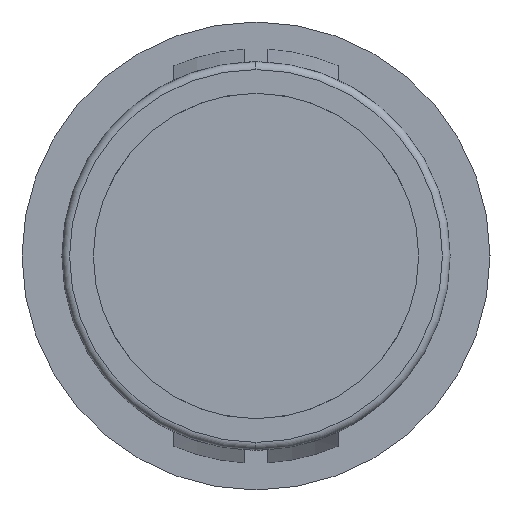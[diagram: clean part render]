
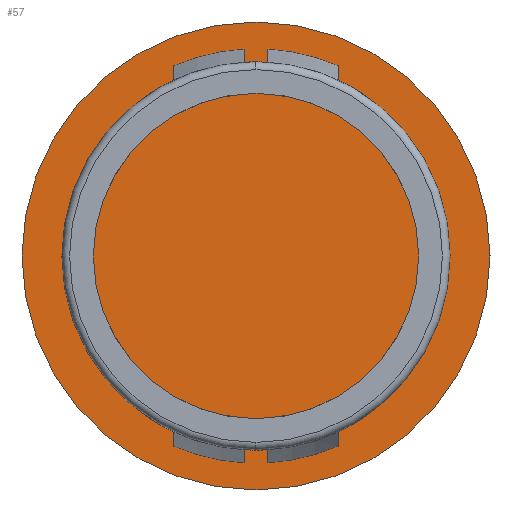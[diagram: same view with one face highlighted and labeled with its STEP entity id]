
A CAD part, front view. The second image highlights one B-rep face of the part: STEP entity #57.
In plain terms, the highlighted planar face has unit normal (0, -1, 0).
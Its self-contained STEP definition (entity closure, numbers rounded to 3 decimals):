
#39 = EDGE_CURVE ( 'NONE', #1008, #1022, #114, .T. ) ;
#47 = EDGE_CURVE ( 'NONE', #1061, #1014, #119, .T. ) ;
#57 = ADVANCED_FACE ( 'NONE', ( #1857, #1860, #1862 ), #479, .T. ) ;
#89 = EDGE_CURVE ( 'NONE', #1061, #1040, #301, .T. ) ;
#114 = CIRCLE ( 'NONE', #1822, 12.65 ) ;
#119 = CIRCLE ( 'NONE', #1835, 10.6 ) ;
#147 = CIRCLE ( 'NONE', #828, 12.65 ) ;
#163 = CIRCLE ( 'NONE', #844, 15.25 ) ;
#170 = CIRCLE ( 'NONE', #774, 15.25 ) ;
#172 = CIRCLE ( 'NONE', #776, 10.6 ) ;
#301 = LINE ( 'NONE', #302, #1926 ) ;
#302 = CARTESIAN_POINT ( 'NONE',  ( -6.85, 0., -15.25 ) ) ;
#303 = DIRECTION ( 'NONE',  ( 0., 0., 1. ) ) ;
#417 = CARTESIAN_POINT ( 'NONE',  ( 0., 0., 0. ) ) ;
#421 = DIRECTION ( 'NONE',  ( 0., 1., 0. ) ) ;
#422 = DIRECTION ( 'NONE',  ( 0., 0., -1. ) ) ;
#448 = CARTESIAN_POINT ( 'NONE',  ( 0., 0., 0. ) ) ;
#449 = DIRECTION ( 'NONE',  ( 0., -1., 0. ) ) ;
#450 = DIRECTION ( 'NONE',  ( 0., 0., -1. ) ) ;
#479 = PLANE ( 'NONE',  #1864 ) ;
#480 = CARTESIAN_POINT ( 'NONE',  ( -13.5, 0., 0. ) ) ;
#481 = DIRECTION ( 'NONE',  ( 0., -1., 0. ) ) ;
#482 = DIRECTION ( 'NONE',  ( 0., 0., -1. ) ) ;
#614 = EDGE_LOOP ( 'NONE', ( #1478, #1480 ) ) ;
#616 = EDGE_LOOP ( 'NONE', ( #1490, #1488, #1487, #1491 ) ) ;
#645 = EDGE_LOOP ( 'NONE', ( #1485, #1484, #1483, #1486 ) ) ;
#732 = EDGE_CURVE ( 'NONE', #1056, #1008, #971, .T. ) ;
#733 = EDGE_CURVE ( 'NONE', #1069, #1014, #974, .T. ) ;
#741 = EDGE_CURVE ( 'NONE', #1022, #1030, #998, .T. ) ;
#774 = AXIS2_PLACEMENT_3D ( 'NONE', #1718, #1719, #1720 ) ;
#776 = AXIS2_PLACEMENT_3D ( 'NONE', #1686, #1690, #1691 ) ;
#828 = AXIS2_PLACEMENT_3D ( 'NONE', #1288, #1292, #1293 ) ;
#844 = AXIS2_PLACEMENT_3D ( 'NONE', #1338, #1342, #1343 ) ;
#971 = LINE ( 'NONE', #972, #1801 ) ;
#972 = CARTESIAN_POINT ( 'NONE',  ( 6.85, 0., -15.25 ) ) ;
#973 = DIRECTION ( 'NONE',  ( 0., 0., 1. ) ) ;
#974 = LINE ( 'NONE', #975, #1799 ) ;
#975 = CARTESIAN_POINT ( 'NONE',  ( -6.85, 0., -15.25 ) ) ;
#976 = DIRECTION ( 'NONE',  ( 0., 0., 1. ) ) ;
#998 = LINE ( 'NONE', #999, #1791 ) ;
#999 = CARTESIAN_POINT ( 'NONE',  ( 6.85, 0., -15.25 ) ) ;
#1000 = DIRECTION ( 'NONE',  ( 0., 0., 1. ) ) ;
#1008 = VERTEX_POINT ( 'NONE', #1155 ) ;
#1014 = VERTEX_POINT ( 'NONE', #1161 ) ;
#1021 = VERTEX_POINT ( 'NONE', #1167 ) ;
#1022 = VERTEX_POINT ( 'NONE', #1168 ) ;
#1030 = VERTEX_POINT ( 'NONE', #1176 ) ;
#1040 = VERTEX_POINT ( 'NONE', #1186 ) ;
#1053 = VERTEX_POINT ( 'NONE', #1192 ) ;
#1056 = VERTEX_POINT ( 'NONE', #1194 ) ;
#1061 = VERTEX_POINT ( 'NONE', #1197 ) ;
#1069 = VERTEX_POINT ( 'NONE', #1203 ) ;
#1155 = CARTESIAN_POINT ( 'NONE',  ( 6.85, 0., 10.635 ) ) ;
#1161 = CARTESIAN_POINT ( 'NONE',  ( -6.85, 0., -8.089 ) ) ;
#1167 = CARTESIAN_POINT ( 'NONE',  ( 0., 0., 15.25 ) ) ;
#1168 = CARTESIAN_POINT ( 'NONE',  ( 6.85, 0., -10.635 ) ) ;
#1176 = CARTESIAN_POINT ( 'NONE',  ( 6.85, 0., -8.089 ) ) ;
#1186 = CARTESIAN_POINT ( 'NONE',  ( -6.85, 0., 10.635 ) ) ;
#1192 = CARTESIAN_POINT ( 'NONE',  ( 0., 0., -15.25 ) ) ;
#1194 = CARTESIAN_POINT ( 'NONE',  ( 6.85, 0., 8.089 ) ) ;
#1197 = CARTESIAN_POINT ( 'NONE',  ( -6.85, 0., 8.089 ) ) ;
#1203 = CARTESIAN_POINT ( 'NONE',  ( -6.85, 0., -10.635 ) ) ;
#1288 = CARTESIAN_POINT ( 'NONE',  ( 0., 0., 0. ) ) ;
#1292 = DIRECTION ( 'NONE',  ( 0., 1., 0. ) ) ;
#1293 = DIRECTION ( 'NONE',  ( 0., 0., -1. ) ) ;
#1338 = CARTESIAN_POINT ( 'NONE',  ( 0., 0., 0. ) ) ;
#1342 = DIRECTION ( 'NONE',  ( 0., 1., 0. ) ) ;
#1343 = DIRECTION ( 'NONE',  ( 0., 0., 1. ) ) ;
#1392 = EDGE_CURVE ( 'NONE', #1069, #1040, #147, .T. ) ;
#1407 = EDGE_CURVE ( 'NONE', #1021, #1053, #163, .T. ) ;
#1478 = ORIENTED_EDGE ( 'NONE', *, *, #1407, .F. ) ;
#1480 = ORIENTED_EDGE ( 'NONE', *, *, #1777, .F. ) ;
#1483 = ORIENTED_EDGE ( 'NONE', *, *, #741, .T. ) ;
#1484 = ORIENTED_EDGE ( 'NONE', *, *, #39, .T. ) ;
#1485 = ORIENTED_EDGE ( 'NONE', *, *, #732, .T. ) ;
#1486 = ORIENTED_EDGE ( 'NONE', *, *, #1771, .T. ) ;
#1487 = ORIENTED_EDGE ( 'NONE', *, *, #89, .F. ) ;
#1488 = ORIENTED_EDGE ( 'NONE', *, *, #1392, .T. ) ;
#1490 = ORIENTED_EDGE ( 'NONE', *, *, #733, .F. ) ;
#1491 = ORIENTED_EDGE ( 'NONE', *, *, #47, .T. ) ;
#1686 = CARTESIAN_POINT ( 'NONE',  ( 0., 0., 0. ) ) ;
#1690 = DIRECTION ( 'NONE',  ( 0., -1., 0. ) ) ;
#1691 = DIRECTION ( 'NONE',  ( 0., 0., -1. ) ) ;
#1718 = CARTESIAN_POINT ( 'NONE',  ( 0., 0., 0. ) ) ;
#1719 = DIRECTION ( 'NONE',  ( 0., 1., 0. ) ) ;
#1720 = DIRECTION ( 'NONE',  ( 0., 0., 1. ) ) ;
#1771 = EDGE_CURVE ( 'NONE', #1030, #1056, #172, .T. ) ;
#1777 = EDGE_CURVE ( 'NONE', #1053, #1021, #170, .T. ) ;
#1791 = VECTOR ( 'NONE', #1000, 1000. ) ;
#1799 = VECTOR ( 'NONE', #976, 1000. ) ;
#1801 = VECTOR ( 'NONE', #973, 1000. ) ;
#1822 = AXIS2_PLACEMENT_3D ( 'NONE', #417, #421, #422 ) ;
#1835 = AXIS2_PLACEMENT_3D ( 'NONE', #448, #449, #450 ) ;
#1857 = FACE_BOUND ( 'NONE', #616, .T. ) ;
#1860 = FACE_BOUND ( 'NONE', #645, .T. ) ;
#1862 = FACE_OUTER_BOUND ( 'NONE', #614, .T. ) ;
#1864 = AXIS2_PLACEMENT_3D ( 'NONE', #480, #481, #482 ) ;
#1926 = VECTOR ( 'NONE', #303, 1000. ) ;
